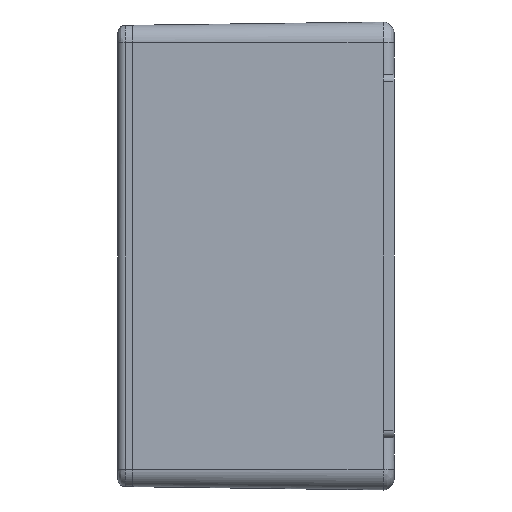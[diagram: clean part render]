
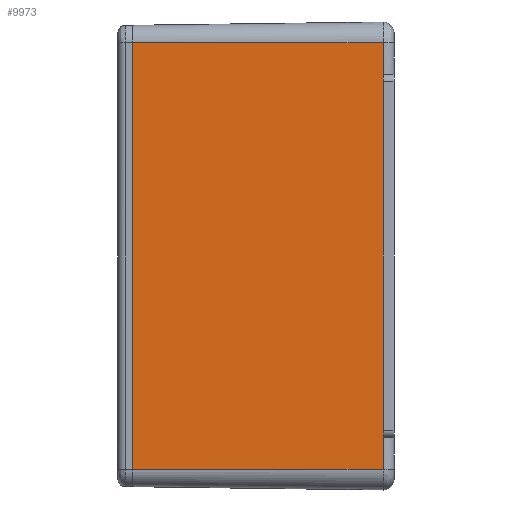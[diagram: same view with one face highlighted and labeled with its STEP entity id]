
A CAD part, left-side view. The second image highlights one B-rep face of the part: STEP entity #9973.
In plain terms, the highlighted planar face has unit normal (-1, 0.013, 0).
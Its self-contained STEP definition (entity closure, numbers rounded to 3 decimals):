
#688 = LINE ( 'NONE', #10415, #21179 ) ;
#1052 = LINE ( 'NONE', #7178, #9817 ) ;
#2128 = DIRECTION ( 'NONE',  ( -0.013, -1., 0. ) ) ;
#2473 = VERTEX_POINT ( 'NONE', #17169 ) ;
#2581 = VERTEX_POINT ( 'NONE', #6772 ) ;
#3863 = VECTOR ( 'NONE', #19606, 1000. ) ;
#5180 = VERTEX_POINT ( 'NONE', #14431 ) ;
#5625 = CARTESIAN_POINT ( 'NONE',  ( -83., 0., 58.7 ) ) ;
#6448 = VECTOR ( 'NONE', #12729, 1000. ) ;
#6653 = CARTESIAN_POINT ( 'NONE',  ( -83., 0., -58.7 ) ) ;
#6772 = CARTESIAN_POINT ( 'NONE',  ( -83., 0., -58.7 ) ) ;
#7178 = CARTESIAN_POINT ( 'NONE',  ( -83., 0., -58.7 ) ) ;
#7558 = ORIENTED_EDGE ( 'NONE', *, *, #14319, .T. ) ;
#8532 = FACE_OUTER_BOUND ( 'NONE', #16120, .T. ) ;
#9229 = CARTESIAN_POINT ( 'NONE',  ( -83., 0., -58.7 ) ) ;
#9451 = AXIS2_PLACEMENT_3D ( 'NONE', #6653, #22379, #11955 ) ;
#9817 = VECTOR ( 'NONE', #2128, 1000. ) ;
#9973 = ADVANCED_FACE ( 'NONE', ( #8532 ), #10194, .T. ) ;
#10194 = PLANE ( 'NONE',  #9451 ) ;
#10415 = CARTESIAN_POINT ( 'NONE',  ( -83.901, -68.861, -50. ) ) ;
#11440 = ORIENTED_EDGE ( 'NONE', *, *, #16767, .T. ) ;
#11955 = DIRECTION ( 'NONE',  ( -0.013, -1., 0. ) ) ;
#12729 = DIRECTION ( 'NONE',  ( 0., 0., -1. ) ) ;
#14237 = VERTEX_POINT ( 'NONE', #22307 ) ;
#14319 = EDGE_CURVE ( 'NONE', #2473, #14237, #688, .T. ) ;
#14431 = CARTESIAN_POINT ( 'NONE',  ( -83., 0., 58.7 ) ) ;
#15232 = ORIENTED_EDGE ( 'NONE', *, *, #19417, .F. ) ;
#16120 = EDGE_LOOP ( 'NONE', ( #11440, #7558, #15232, #17110 ) ) ;
#16767 = EDGE_CURVE ( 'NONE', #2581, #2473, #1052, .T. ) ;
#17110 = ORIENTED_EDGE ( 'NONE', *, *, #21306, .T. ) ;
#17169 = CARTESIAN_POINT ( 'NONE',  ( -83.901, -68.861, -58.7 ) ) ;
#17252 = LINE ( 'NONE', #5625, #3863 ) ;
#19417 = EDGE_CURVE ( 'NONE', #5180, #14237, #17252, .T. ) ;
#19606 = DIRECTION ( 'NONE',  ( -0.013, -1., 0. ) ) ;
#20398 = LINE ( 'NONE', #9229, #6448 ) ;
#20843 = DIRECTION ( 'NONE',  ( 0., 0., 1. ) ) ;
#21179 = VECTOR ( 'NONE', #20843, 1000. ) ;
#21306 = EDGE_CURVE ( 'NONE', #5180, #2581, #20398, .T. ) ;
#22307 = CARTESIAN_POINT ( 'NONE',  ( -83.901, -68.861, 58.7 ) ) ;
#22379 = DIRECTION ( 'NONE',  ( -1., 0.013, 0. ) ) ;
